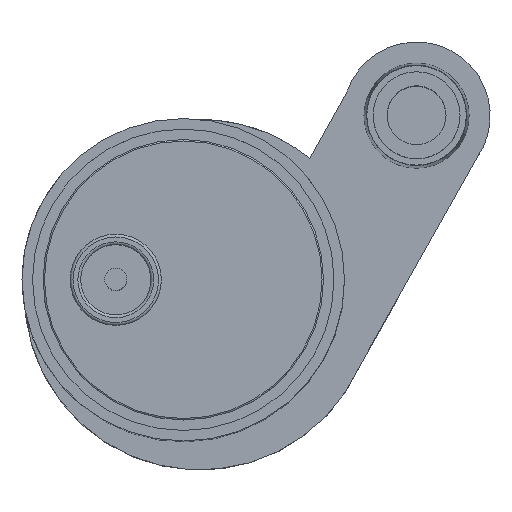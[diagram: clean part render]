
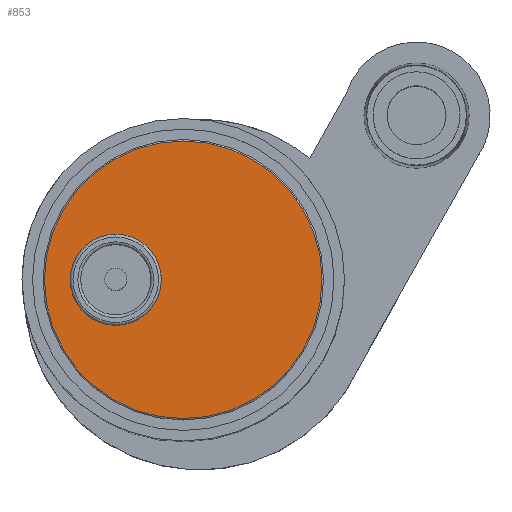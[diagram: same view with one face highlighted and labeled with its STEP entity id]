
A CAD part, top view. The second image highlights one B-rep face of the part: STEP entity #853.
In plain terms, the highlighted planar face has unit normal (0, 0, 1).
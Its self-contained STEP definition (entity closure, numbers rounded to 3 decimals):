
#33=FACE_BOUND('',#154,.T.);
#54=PLANE('',#946);
#88=FACE_OUTER_BOUND('',#153,.T.);
#153=EDGE_LOOP('',(#610,#611));
#154=EDGE_LOOP('',(#612));
#297=CIRCLE('',#941,9.9);
#301=CIRCLE('',#945,9.9);
#302=CIRCLE('',#947,3.25);
#387=VERTEX_POINT('',#1445);
#388=VERTEX_POINT('',#1446);
#391=VERTEX_POINT('',#1455);
#474=EDGE_CURVE('',#387,#388,#297,.T.);
#478=EDGE_CURVE('',#388,#387,#301,.T.);
#479=EDGE_CURVE('',#391,#391,#302,.T.);
#610=ORIENTED_EDGE('',*,*,#474,.F.);
#611=ORIENTED_EDGE('',*,*,#478,.F.);
#612=ORIENTED_EDGE('',*,*,#479,.T.);
#853=ADVANCED_FACE('',(#88,#33),#54,.T.);
#941=AXIS2_PLACEMENT_3D('',#1447,#1114,#1115);
#945=AXIS2_PLACEMENT_3D('',#1453,#1122,#1123);
#946=AXIS2_PLACEMENT_3D('',#1454,#1124,#1125);
#947=AXIS2_PLACEMENT_3D('',#1456,#1126,#1127);
#1114=DIRECTION('center_axis',(0.,0.,-1.));
#1115=DIRECTION('ref_axis',(-1.,0.,0.));
#1122=DIRECTION('center_axis',(0.,0.,-1.));
#1123=DIRECTION('ref_axis',(-1.,0.,0.));
#1124=DIRECTION('center_axis',(0.,0.,1.));
#1125=DIRECTION('ref_axis',(-1.,0.,0.));
#1126=DIRECTION('center_axis',(0.,0.,-1.));
#1127=DIRECTION('ref_axis',(-1.,0.,0.));
#1445=CARTESIAN_POINT('',(10.8,-10.654,42.25));
#1446=CARTESIAN_POINT('',(-9.,-10.654,42.25));
#1447=CARTESIAN_POINT('Origin',(0.9,-10.654,42.25));
#1453=CARTESIAN_POINT('Origin',(0.9,-10.654,42.25));
#1454=CARTESIAN_POINT('Origin',(0.9,-10.654,42.25));
#1455=CARTESIAN_POINT('',(-0.665,-10.654,42.25));
#1456=CARTESIAN_POINT('Origin',(-3.915,-10.654,42.25));
